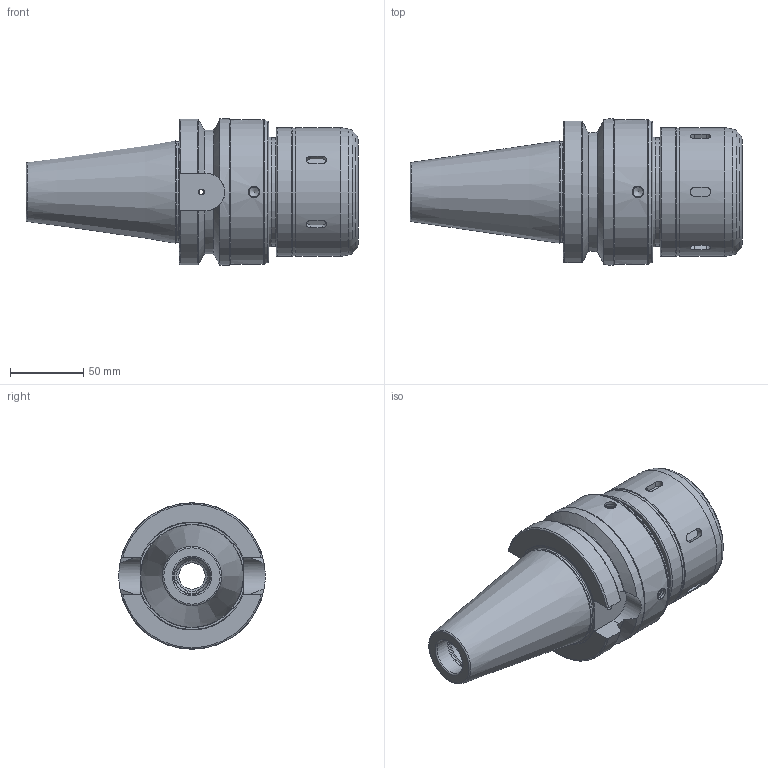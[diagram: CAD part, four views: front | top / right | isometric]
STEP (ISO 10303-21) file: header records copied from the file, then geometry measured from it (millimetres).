
FILE_DESCRIPTION((''),'2;1');
FILE_NAME('295040542125-3D.stp','2020-06-08T19:38:59',('nttooll'),(''),'Autodesk Inventor 2012','Autodesk Inventor 2012','');
FILE_SCHEMA(('AUTOMOTIVE_DESIGN { 1 0 10303 214 1 1 1 1 }'));
Length unit declared in the file: millimetre
Products named in the file (1): 295040542125-3D
Bounding box: 226.8 x 100 x 100 mm (x, y, z)
Volume: 835412.7 mm3; surface area: 98530.6 mm2
Topology: 1 solids, 1 shells, 143 faces, 324 edges, 205 vertices
Faces by surface type: cylinder 51, plane 46, cone 27, torus 19
Full cylindrical faces by diameter (mm): 3.4 x2, 4 x2, 6.928 x4, 8 x4, 12 x4, 18 x1, 21 x1, 21.3 x1, 24 x1, 25 x1, 25.4 x1, 42 x1, 42.5 x1, 68.9 x1, 74 x1, 87 x1, 88 x2, 95 x1, 99 x2, 100 x1
Entity records: 4046 total; most frequent: CARTESIAN_POINT 1176, DIRECTION 594, ORIENTED_EDGE 484, AXIS2_PLACEMENT_3D 260, EDGE_CURVE 242, EDGE_LOOP 238, VERTEX_POINT 190, FACE_OUTER_BOUND 143
